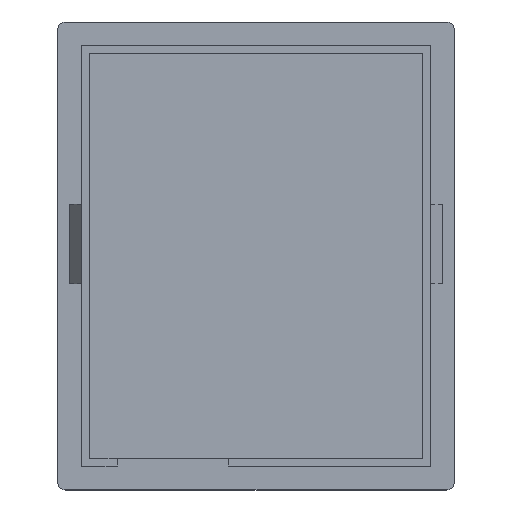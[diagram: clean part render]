
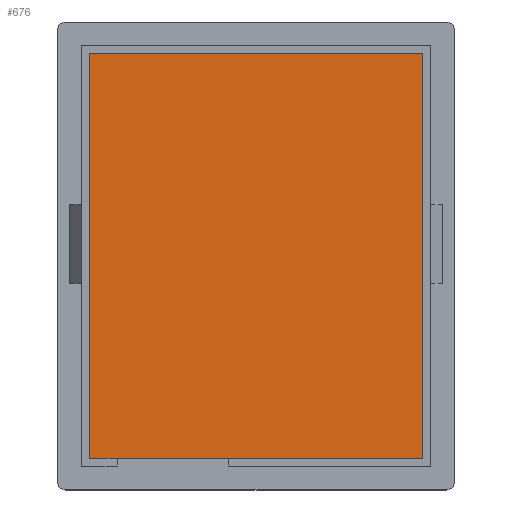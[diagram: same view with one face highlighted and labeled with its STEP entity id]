
A CAD part, top view. The second image highlights one B-rep face of the part: STEP entity #676.
In plain terms, the highlighted planar face has unit normal (0, 0, 1).
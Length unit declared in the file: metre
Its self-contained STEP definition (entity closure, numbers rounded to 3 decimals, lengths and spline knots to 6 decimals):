
#176=ORIENTED_EDGE('',*,*,#269,.F.);
#177=ORIENTED_EDGE('',*,*,#267,.T.);
#178=ORIENTED_EDGE('',*,*,#274,.T.);
#179=ORIENTED_EDGE('',*,*,#271,.F.);
#267=EDGE_CURVE('',#347,#346,#415,.T.);
#269=EDGE_CURVE('',#347,#348,#417,.T.);
#271=EDGE_CURVE('',#348,#349,#419,.T.);
#274=EDGE_CURVE('',#346,#349,#422,.T.);
#346=VERTEX_POINT('',#1142);
#347=VERTEX_POINT('',#1144);
#348=VERTEX_POINT('',#1148);
#349=VERTEX_POINT('',#1152);
#415=LINE('',#1143,#491);
#417=LINE('',#1147,#493);
#419=LINE('',#1151,#495);
#422=LINE('',#1157,#498);
#491=VECTOR('',#939,1.);
#493=VECTOR('',#943,1.);
#495=VECTOR('',#947,1.);
#498=VECTOR('',#952,1.);
#551=EDGE_LOOP('',(#176,#177,#178,#179));
#591=FACE_BOUND('',#551,.T.);
#630=PLANE('',#841);
#676=ADVANCED_FACE('',(#591),#630,.T.);
#841=AXIS2_PLACEMENT_3D('',#1217,#1004,#1005);
#939=DIRECTION('',(0.,-1.,0.));
#943=DIRECTION('',(1.,0.,0.));
#947=DIRECTION('',(0.,-1.,0.));
#952=DIRECTION('',(1.,0.,0.));
#1004=DIRECTION('',(0.,0.,1.));
#1005=DIRECTION('',(1.,0.,0.));
#1142=CARTESIAN_POINT('',(0.004,-0.055,0.004));
#1143=CARTESIAN_POINT('',(0.004,-0.0295,0.004));
#1144=CARTESIAN_POINT('',(0.004,-0.004,0.004));
#1147=CARTESIAN_POINT('',(0.025,-0.004,0.004));
#1148=CARTESIAN_POINT('',(0.046,-0.004,0.004));
#1151=CARTESIAN_POINT('',(0.046,-0.0295,0.004));
#1152=CARTESIAN_POINT('',(0.046,-0.055,0.004));
#1157=CARTESIAN_POINT('',(0.025,-0.055,0.004));
#1217=CARTESIAN_POINT('',(0.025,-0.0295,0.004));
